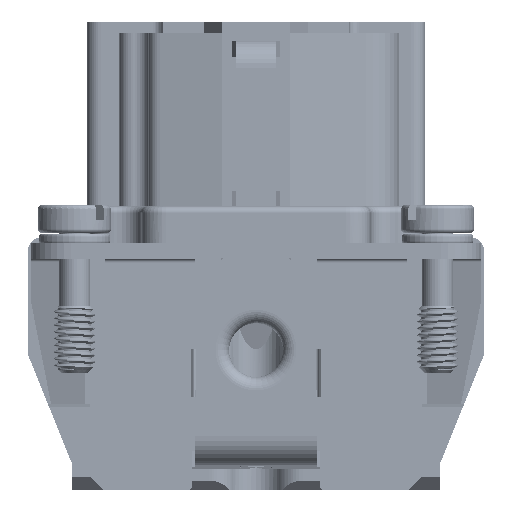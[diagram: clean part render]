
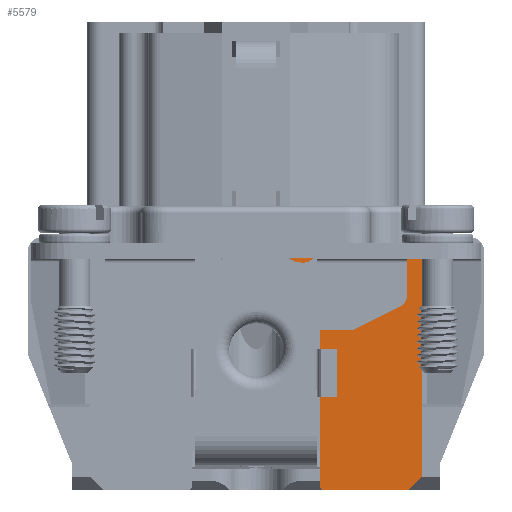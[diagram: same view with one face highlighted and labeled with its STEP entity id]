
A CAD part, left-side view. The second image highlights one B-rep face of the part: STEP entity #5579.
In plain terms, the highlighted planar face has unit normal (-1, 0, 0).
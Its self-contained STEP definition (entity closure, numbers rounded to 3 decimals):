
#5579=ADVANCED_FACE('',(#10808),#8818,.T.);
#8818=PLANE('',#65528);
#10808=FACE_OUTER_BOUND('',#14013,.T.);
#14013=EDGE_LOOP('',(#22510,#22511,#22512,#22513,#22514,#22515,#22516,#22517,
#22518,#22519,#22520,#22521,#22522,#22523,#22524,#22525));
#17645=CIRCLE('',#65523,0.3);
#17646=CIRCLE('',#65525,2.);
#17647=CIRCLE('',#65526,1.);
#17648=CIRCLE('',#65527,1.);
#22510=ORIENTED_EDGE('',*,*,#47445,.F.);
#22511=ORIENTED_EDGE('',*,*,#47446,.F.);
#22512=ORIENTED_EDGE('',*,*,#47447,.T.);
#22513=ORIENTED_EDGE('',*,*,#47448,.F.);
#22514=ORIENTED_EDGE('',*,*,#47449,.T.);
#22515=ORIENTED_EDGE('',*,*,#47450,.F.);
#22516=ORIENTED_EDGE('',*,*,#47451,.T.);
#22517=ORIENTED_EDGE('',*,*,#47335,.F.);
#22518=ORIENTED_EDGE('',*,*,#47444,.F.);
#22519=ORIENTED_EDGE('',*,*,#46503,.F.);
#22520=ORIENTED_EDGE('',*,*,#47452,.F.);
#22521=ORIENTED_EDGE('',*,*,#47453,.T.);
#22522=ORIENTED_EDGE('',*,*,#45677,.F.);
#22523=ORIENTED_EDGE('',*,*,#47344,.F.);
#22524=ORIENTED_EDGE('',*,*,#47342,.T.);
#22525=ORIENTED_EDGE('',*,*,#47341,.F.);
#39183=VERTEX_POINT('',#86010);
#39184=VERTEX_POINT('',#86012);
#39862=VERTEX_POINT('',#88747);
#39863=VERTEX_POINT('',#88749);
#40273=VERTEX_POINT('',#89924);
#40432=VERTEX_POINT('',#90417);
#40433=VERTEX_POINT('',#90419);
#40435=VERTEX_POINT('',#90428);
#40436=VERTEX_POINT('',#90432);
#40486=VERTEX_POINT('',#90636);
#40487=VERTEX_POINT('',#90638);
#40488=VERTEX_POINT('',#90640);
#40489=VERTEX_POINT('',#90642);
#40490=VERTEX_POINT('',#90644);
#40491=VERTEX_POINT('',#90646);
#40492=VERTEX_POINT('',#90649);
#45677=EDGE_CURVE('',#39183,#39184,#55472,.T.);
#46503=EDGE_CURVE('',#39862,#39863,#56001,.T.);
#47335=EDGE_CURVE('',#40432,#40433,#56678,.T.);
#47341=EDGE_CURVE('',#40435,#40273,#56683,.T.);
#47342=EDGE_CURVE('',#40436,#40273,#56684,.T.);
#47344=EDGE_CURVE('',#40436,#39183,#56686,.T.);
#47444=EDGE_CURVE('',#39863,#40432,#17645,.T.);
#47445=EDGE_CURVE('',#40486,#40435,#17646,.T.);
#47446=EDGE_CURVE('',#40487,#40486,#56773,.T.);
#47447=EDGE_CURVE('',#40487,#40488,#56774,.T.);
#47448=EDGE_CURVE('',#40489,#40488,#17647,.T.);
#47449=EDGE_CURVE('',#40489,#40490,#56775,.T.);
#47450=EDGE_CURVE('',#40491,#40490,#17648,.T.);
#47451=EDGE_CURVE('',#40491,#40433,#56776,.T.);
#47452=EDGE_CURVE('',#40492,#39862,#56777,.T.);
#47453=EDGE_CURVE('',#40492,#39184,#56778,.T.);
#55472=LINE('',#86011,#60069);
#56001=LINE('',#88748,#60598);
#56678=LINE('',#90418,#61275);
#56683=LINE('',#90429,#61280);
#56684=LINE('',#90431,#61281);
#56686=LINE('',#90435,#61283);
#56773=LINE('',#90637,#61370);
#56774=LINE('',#90639,#61371);
#56775=LINE('',#90643,#61372);
#56776=LINE('',#90647,#61373);
#56777=LINE('',#90648,#61374);
#56778=LINE('',#90650,#61375);
#60069=VECTOR('',#70247,1.);
#60598=VECTOR('',#71538,1.);
#61275=VECTOR('',#73061,1.);
#61280=VECTOR('',#73072,1.);
#61281=VECTOR('',#73075,1.);
#61283=VECTOR('',#73079,1.);
#61370=VECTOR('',#73296,1.);
#61371=VECTOR('',#73297,1.);
#61372=VECTOR('',#73300,1.);
#61373=VECTOR('',#73303,1.);
#61374=VECTOR('',#73304,1.);
#61375=VECTOR('',#73305,1.);
#65523=AXIS2_PLACEMENT_3D('',#90633,#73290,#73291);
#65525=AXIS2_PLACEMENT_3D('',#90635,#73294,#73295);
#65526=AXIS2_PLACEMENT_3D('',#90641,#73298,#73299);
#65527=AXIS2_PLACEMENT_3D('',#90645,#73301,#73302);
#65528=AXIS2_PLACEMENT_3D('',#90651,#73306,#73307);
#70247=DIRECTION('',(0.,-1.,0.));
#71538=DIRECTION('',(0.,1.,0.));
#73061=DIRECTION('',(0.,0.,1.));
#73072=DIRECTION('',(0.,0.433,0.902));
#73075=DIRECTION('',(0.,1.,0.));
#73079=DIRECTION('',(0.,0.,1.));
#73290=DIRECTION('',(1.,0.,0.));
#73291=DIRECTION('',(0.,0.,-1.));
#73294=DIRECTION('',(1.,0.,0.));
#73295=DIRECTION('',(0.,0.,-1.));
#73296=DIRECTION('',(0.,1.,0.));
#73297=DIRECTION('',(0.,0.,-1.));
#73298=DIRECTION('',(-1.,0.,0.));
#73299=DIRECTION('',(0.,0.,-1.));
#73300=DIRECTION('',(0.,0.894,-0.447));
#73301=DIRECTION('',(-1.,0.,0.));
#73302=DIRECTION('',(0.,0.,-1.));
#73303=DIRECTION('',(0.,1.,0.));
#73304=DIRECTION('',(0.,0.707,-0.707));
#73305=DIRECTION('',(0.,0.,1.));
#73306=DIRECTION('',(-1.,0.,0.));
#73307=DIRECTION('',(0.,0.,1.));
#86010=CARTESIAN_POINT('',(-21.55,-4.25,-1.5));
#86011=CARTESIAN_POINT('',(-21.55,-4.25,-1.5));
#86012=CARTESIAN_POINT('',(-21.55,-12.35,-1.5));
#88747=CARTESIAN_POINT('',(-21.55,-11.35,-19.9));
#88748=CARTESIAN_POINT('',(-21.55,-11.35,-19.9));
#88749=CARTESIAN_POINT('',(-21.55,-5.05,-19.9));
#89924=CARTESIAN_POINT('',(-21.55,-2.55,-2.65));
#90417=CARTESIAN_POINT('',(-21.55,-4.75,-19.6));
#90418=CARTESIAN_POINT('',(-21.55,-4.75,-19.6));
#90419=CARTESIAN_POINT('',(-21.55,-4.75,-8.));
#90428=CARTESIAN_POINT('',(-21.55,-2.62,-2.796));
#90429=CARTESIAN_POINT('',(-21.55,-3.75,-5.15));
#90431=CARTESIAN_POINT('',(-21.55,-4.25,-2.65));
#90432=CARTESIAN_POINT('',(-21.55,-4.25,-2.65));
#90435=CARTESIAN_POINT('',(-21.55,-4.25,-2.65));
#90633=CARTESIAN_POINT('',(-21.55,-5.05,-19.6));
#90635=CARTESIAN_POINT('',(-21.55,-3.5,-1.));
#90636=CARTESIAN_POINT('',(-21.55,-3.5,-3.));
#90637=CARTESIAN_POINT('',(-21.55,-11.25,-3.));
#90638=CARTESIAN_POINT('',(-21.55,-11.25,-3.));
#90639=CARTESIAN_POINT('',(-21.55,-11.25,-3.));
#90640=CARTESIAN_POINT('',(-21.55,-11.25,-5.382));
#90641=CARTESIAN_POINT('',(-21.55,-10.25,-5.382));
#90642=CARTESIAN_POINT('',(-21.55,-10.697,-6.276));
#90643=CARTESIAN_POINT('',(-21.55,-11.25,-6.));
#90644=CARTESIAN_POINT('',(-21.55,-7.461,-7.894));
#90645=CARTESIAN_POINT('',(-21.55,-7.014,-7.));
#90646=CARTESIAN_POINT('',(-21.55,-7.014,-8.));
#90647=CARTESIAN_POINT('',(-21.55,-7.25,-8.));
#90648=CARTESIAN_POINT('',(-21.55,-12.35,-18.9));
#90649=CARTESIAN_POINT('',(-21.55,-12.35,-18.9));
#90650=CARTESIAN_POINT('',(-21.55,-12.35,-18.9));
#90651=CARTESIAN_POINT('',(-21.55,-16.95,-1.25));
